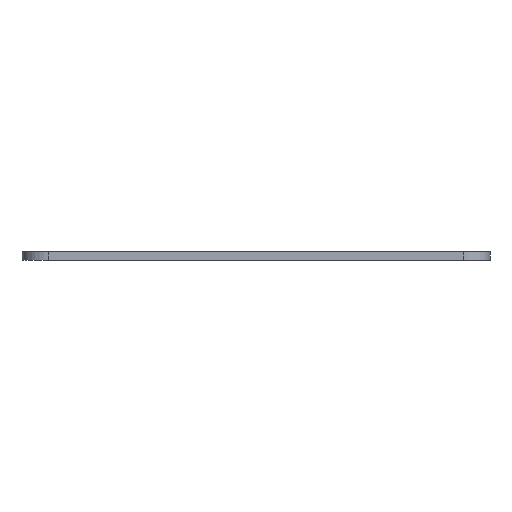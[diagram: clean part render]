
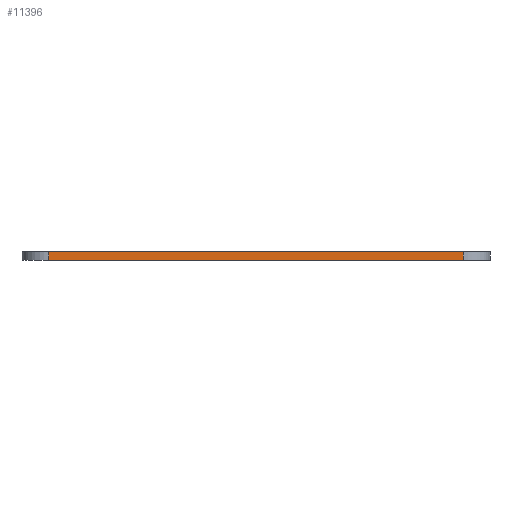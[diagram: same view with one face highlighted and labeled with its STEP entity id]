
A CAD part, front view. The second image highlights one B-rep face of the part: STEP entity #11396.
In plain terms, the highlighted planar face has unit normal (0, -1, 0).
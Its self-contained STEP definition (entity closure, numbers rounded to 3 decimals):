
#402=PLANE('',#11758);
#983=FACE_OUTER_BOUND('',#1608,.T.);
#1608=EDGE_LOOP('',(#10549,#10550,#10551,#10552));
#2657=LINE('',#21019,#3805);
#2697=LINE('',#21125,#3845);
#2725=LINE('',#21189,#3873);
#2730=LINE('',#21198,#3878);
#3805=VECTOR('',#13365,10.);
#3845=VECTOR('',#13451,10.);
#3873=VECTOR('',#13493,10.);
#3878=VECTOR('',#13506,10.);
#5464=VERTEX_POINT('',#21016);
#5465=VERTEX_POINT('',#21018);
#5507=VERTEX_POINT('',#21122);
#5508=VERTEX_POINT('',#21124);
#7095=EDGE_CURVE('',#5464,#5465,#2657,.T.);
#7145=EDGE_CURVE('',#5507,#5508,#2697,.T.);
#7179=EDGE_CURVE('',#5465,#5507,#2725,.T.);
#7184=EDGE_CURVE('',#5508,#5464,#2730,.T.);
#10549=ORIENTED_EDGE('',*,*,#7179,.F.);
#10550=ORIENTED_EDGE('',*,*,#7095,.F.);
#10551=ORIENTED_EDGE('',*,*,#7184,.F.);
#10552=ORIENTED_EDGE('',*,*,#7145,.F.);
#11396=ADVANCED_FACE('',(#983),#402,.T.);
#11758=AXIS2_PLACEMENT_3D('',#21258,#13597,#13598);
#13365=DIRECTION('',(1.,0.,0.));
#13451=DIRECTION('',(-1.,0.,0.));
#13493=DIRECTION('',(0.,0.,-1.));
#13506=DIRECTION('',(0.,0.,1.));
#13597=DIRECTION('center_axis',(0.,-1.,0.));
#13598=DIRECTION('ref_axis',(1.,0.,0.));
#21016=CARTESIAN_POINT('',(-48.194,-29.702,1.5));
#21018=CARTESIAN_POINT('',(28.806,-29.702,1.5));
#21019=CARTESIAN_POINT('',(33.806,-29.702,1.5));
#21122=CARTESIAN_POINT('',(28.806,-29.702,0.));
#21124=CARTESIAN_POINT('',(-48.194,-29.702,0.));
#21125=CARTESIAN_POINT('',(33.806,-29.702,0.));
#21189=CARTESIAN_POINT('',(28.806,-29.702,0.));
#21198=CARTESIAN_POINT('',(-48.194,-29.702,0.));
#21258=CARTESIAN_POINT('Origin',(-53.194,-29.702,0.));
